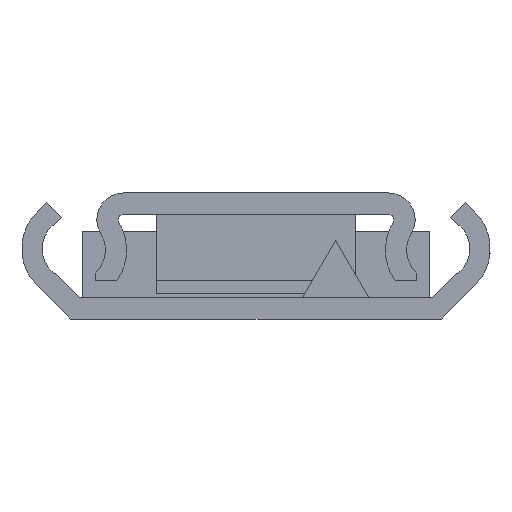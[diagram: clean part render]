
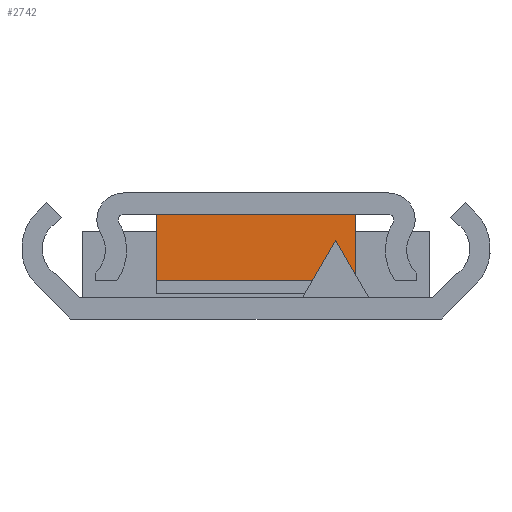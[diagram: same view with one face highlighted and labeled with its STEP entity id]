
A CAD part, left-side view. The second image highlights one B-rep face of the part: STEP entity #2742.
In plain terms, the highlighted planar face has unit normal (-1, 0, 0).
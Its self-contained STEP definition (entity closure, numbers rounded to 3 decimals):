
#56 = VECTOR ( 'NONE', #1307, 1000. ) ;
#85 = CARTESIAN_POINT ( 'NONE',  ( 172.6, 7.5, 5. ) ) ;
#88 = CARTESIAN_POINT ( 'NONE',  ( 172.6, 7.5, 5. ) ) ;
#101 = DIRECTION ( 'NONE',  ( 1., 0., 0. ) ) ;
#132 = DIRECTION ( 'NONE',  ( 0., 0., -1. ) ) ;
#142 = CARTESIAN_POINT ( 'NONE',  ( 172.6, -7.5, 0. ) ) ;
#219 = PLANE ( 'NONE',  #3014 ) ;
#220 = CARTESIAN_POINT ( 'NONE',  ( 172.6, 7.5, 0. ) ) ;
#234 = CARTESIAN_POINT ( 'NONE',  ( 172.6, -7.5, 5. ) ) ;
#810 = LINE ( 'NONE', #3395, #3176 ) ;
#1303 = CARTESIAN_POINT ( 'NONE',  ( 172.6, -7.5, 5. ) ) ;
#1307 = DIRECTION ( 'NONE',  ( 0., 0., 1. ) ) ;
#1356 = DIRECTION ( 'NONE',  ( 0., -1., 0. ) ) ;
#1357 = CARTESIAN_POINT ( 'NONE',  ( 172.6, 7.5, 5. ) ) ;
#1380 = CARTESIAN_POINT ( 'NONE',  ( 172.6, 7.5, 5. ) ) ;
#1420 = DIRECTION ( 'NONE',  ( 0., 0., 1. ) ) ;
#1901 = EDGE_CURVE ( 'NONE', #2577, #2615, #2232, .T. ) ;
#1933 = EDGE_CURVE ( 'NONE', #2666, #2642, #2248, .T. ) ;
#1938 = EDGE_CURVE ( 'NONE', #2615, #2642, #2111, .T. ) ;
#2111 = LINE ( 'NONE', #1380, #3063 ) ;
#2113 = ORIENTED_EDGE ( 'NONE', *, *, #2886, .T. ) ;
#2115 = ORIENTED_EDGE ( 'NONE', *, *, #1938, .F. ) ;
#2129 = FACE_OUTER_BOUND ( 'NONE', #2582, .T. ) ;
#2200 = ORIENTED_EDGE ( 'NONE', *, *, #1933, .T. ) ;
#2219 = ORIENTED_EDGE ( 'NONE', *, *, #1901, .F. ) ;
#2232 = LINE ( 'NONE', #1357, #56 ) ;
#2248 = LINE ( 'NONE', #1303, #3051 ) ;
#2577 = VERTEX_POINT ( 'NONE', #220 ) ;
#2582 = EDGE_LOOP ( 'NONE', ( #2200, #2115, #2219, #2113 ) ) ;
#2615 = VERTEX_POINT ( 'NONE', #85 ) ;
#2642 = VERTEX_POINT ( 'NONE', #234 ) ;
#2666 = VERTEX_POINT ( 'NONE', #142 ) ;
#2742 = ADVANCED_FACE ( 'NONE', ( #2129 ), #219, .F. ) ;
#2886 = EDGE_CURVE ( 'NONE', #2577, #2666, #810, .T. ) ;
#3014 = AXIS2_PLACEMENT_3D ( 'NONE', #88, #101, #132 ) ;
#3051 = VECTOR ( 'NONE', #1420, 1000. ) ;
#3063 = VECTOR ( 'NONE', #1356, 1000. ) ;
#3176 = VECTOR ( 'NONE', #3358, 1000. ) ;
#3358 = DIRECTION ( 'NONE',  ( 0., -1., 0. ) ) ;
#3395 = CARTESIAN_POINT ( 'NONE',  ( 172.6, 7.5, 0. ) ) ;
